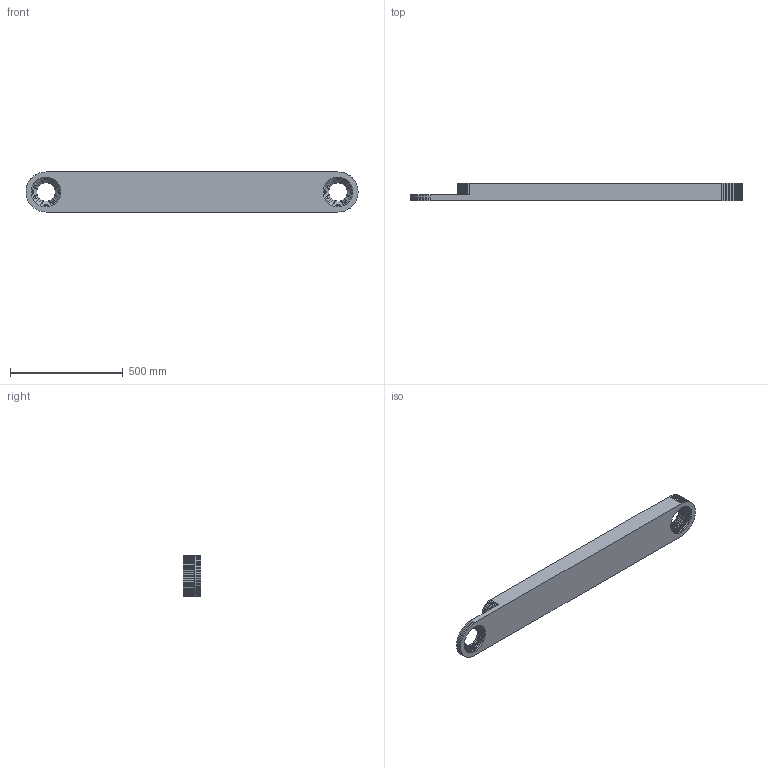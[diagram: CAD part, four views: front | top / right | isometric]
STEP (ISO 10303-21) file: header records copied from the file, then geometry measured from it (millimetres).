
FILE_DESCRIPTION(/* description */ (''),/* implementation_level */ '2;1');
FILE_NAME(/* name */ 'steering link.stp',/* time_stamp */ '2023-08-09T17:50:02+05:00',/* author */ ('ahmed'),/* organization */ (''),/* preprocessor_version */ 'ST-DEVELOPER v17',/* originating_system */ 'Autodesk Inventor 2019',/* authorisation */ '');
FILE_SCHEMA (('AUTOMOTIVE_DESIGN { 1 0 10303 214 3 1 1 }'));
Length unit declared in the file: millimetre
Products named in the file (1): steering link
Bounding box: 1473.06 x 76.2 x 177.8 mm (x, y, z)
Volume: 16810552 mm3; surface area: 726747.9 mm2
Topology: 1 solids, 1 shells, 533 faces, 1132 edges, 601 vertices
Faces by surface type: bspline 533
Entity records: 18709 total; most frequent: CARTESIAN_POINT 11394, ORIENTED_EDGE 2264, B_SPLINE_CURVE_WITH_KNOTS 1132, EDGE_CURVE 1132, VERTEX_POINT 601, EDGE_LOOP 537, FACE_OUTER_BOUND 533, B_SPLINE_SURFACE_WITH_KNOTS 533
